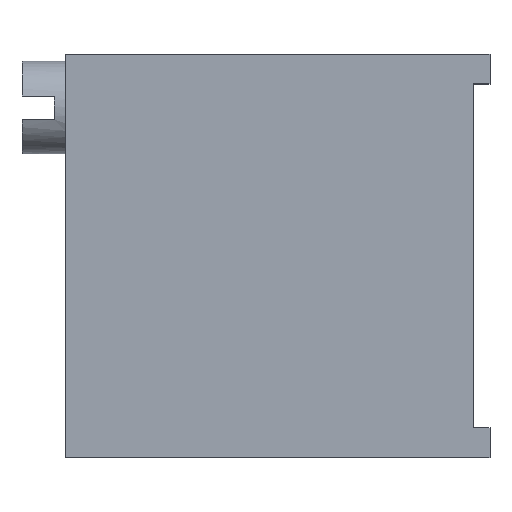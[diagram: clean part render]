
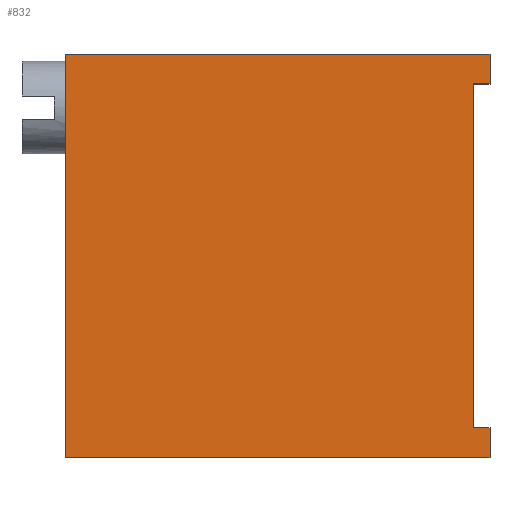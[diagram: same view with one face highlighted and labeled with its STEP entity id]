
A CAD part, top view. The second image highlights one B-rep face of the part: STEP entity #832.
In plain terms, the highlighted planar face has unit normal (0, 0, 1).
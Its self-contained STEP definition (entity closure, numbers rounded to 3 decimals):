
#446 = EDGE_CURVE('',#447,#449,#451,.T.);
#447 = VERTEX_POINT('',#448);
#448 = CARTESIAN_POINT('',(4.85,-6.6,4.83));
#449 = VERTEX_POINT('',#450);
#450 = CARTESIAN_POINT('',(4.85,1.53,4.83));
#451 = LINE('',#452,#453);
#452 = CARTESIAN_POINT('',(4.85,-7.3,4.83));
#453 = VECTOR('',#454,1.);
#454 = DIRECTION('',(0.,1.,0.));
#566 = VERTEX_POINT('',#567);
#567 = CARTESIAN_POINT('',(5.23,1.53,4.83));
#582 = EDGE_CURVE('',#449,#566,#583,.T.);
#583 = LINE('',#584,#585);
#584 = CARTESIAN_POINT('',(4.23,1.53,4.83));
#585 = VECTOR('',#586,1.);
#586 = DIRECTION('',(1.,0.,0.));
#599 = VERTEX_POINT('',#600);
#600 = CARTESIAN_POINT('',(5.23,-6.6,4.83));
#622 = EDGE_CURVE('',#447,#599,#623,.T.);
#623 = LINE('',#624,#625);
#624 = CARTESIAN_POINT('',(4.23,-6.6,4.83));
#625 = VECTOR('',#626,1.);
#626 = DIRECTION('',(1.,0.,0.));
#711 = VERTEX_POINT('',#712);
#712 = CARTESIAN_POINT('',(5.23,2.23,4.83));
#718 = EDGE_CURVE('',#566,#711,#719,.T.);
#719 = LINE('',#720,#721);
#720 = CARTESIAN_POINT('',(5.23,1.53,4.83));
#721 = VECTOR('',#722,1.);
#722 = DIRECTION('',(0.,1.,0.));
#735 = VERTEX_POINT('',#736);
#736 = CARTESIAN_POINT('',(5.23,-7.3,4.83));
#749 = EDGE_CURVE('',#735,#599,#750,.T.);
#750 = LINE('',#751,#752);
#751 = CARTESIAN_POINT('',(5.23,-7.3,4.83));
#752 = VECTOR('',#753,1.);
#753 = DIRECTION('',(0.,1.,0.));
#780 = EDGE_CURVE('',#781,#783,#785,.T.);
#781 = VERTEX_POINT('',#782);
#782 = CARTESIAN_POINT('',(-4.8,-7.3,4.83));
#783 = VERTEX_POINT('',#784);
#784 = CARTESIAN_POINT('',(-4.8,2.23,4.83));
#785 = LINE('',#786,#787);
#786 = CARTESIAN_POINT('',(-4.8,-7.3,4.83));
#787 = VECTOR('',#788,1.);
#788 = DIRECTION('',(0.,1.,0.));
#822 = EDGE_CURVE('',#781,#735,#823,.T.);
#823 = LINE('',#824,#825);
#824 = CARTESIAN_POINT('',(4.23,-7.3,4.83));
#825 = VECTOR('',#826,1.);
#826 = DIRECTION('',(1.,0.,0.));
#832 = ADVANCED_FACE('',(#833),#848,.T.);
#833 = FACE_BOUND('',#834,.T.);
#834 = EDGE_LOOP('',(#835,#836,#837,#838,#839,#840,#841,#842));
#835 = ORIENTED_EDGE('',*,*,#780,.F.);
#836 = ORIENTED_EDGE('',*,*,#822,.T.);
#837 = ORIENTED_EDGE('',*,*,#749,.T.);
#838 = ORIENTED_EDGE('',*,*,#622,.F.);
#839 = ORIENTED_EDGE('',*,*,#446,.T.);
#840 = ORIENTED_EDGE('',*,*,#582,.T.);
#841 = ORIENTED_EDGE('',*,*,#718,.T.);
#842 = ORIENTED_EDGE('',*,*,#843,.F.);
#843 = EDGE_CURVE('',#783,#711,#844,.T.);
#844 = LINE('',#845,#846);
#845 = CARTESIAN_POINT('',(4.23,2.23,4.83));
#846 = VECTOR('',#847,1.);
#847 = DIRECTION('',(1.,0.,0.));
#848 = PLANE('',#849);
#849 = AXIS2_PLACEMENT_3D('',#850,#851,#852);
#850 = CARTESIAN_POINT('',(0.229,-2.535,4.83));
#851 = DIRECTION('',(0.,0.,1.));
#852 = DIRECTION('',(0.,1.,0.));
